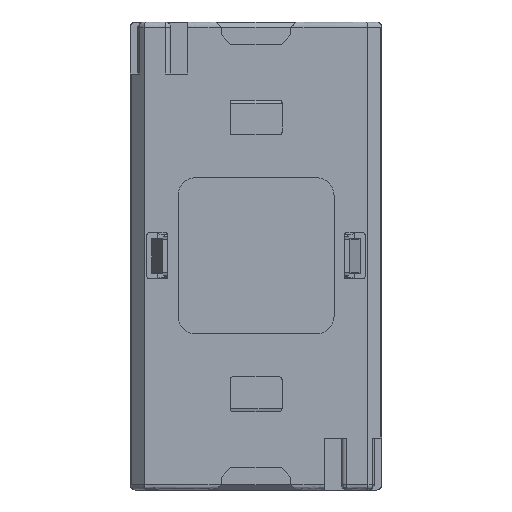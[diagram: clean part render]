
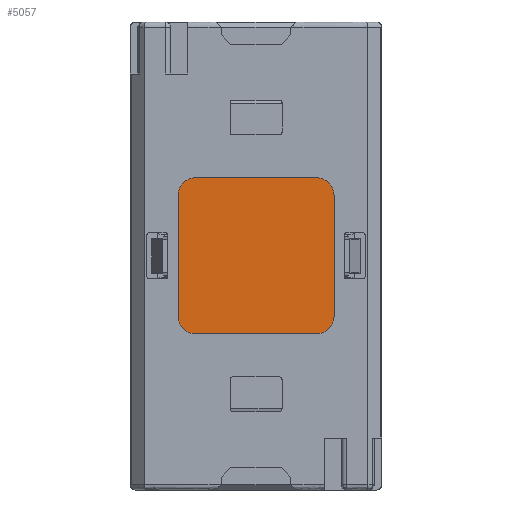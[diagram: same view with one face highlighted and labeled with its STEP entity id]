
A CAD part, front view. The second image highlights one B-rep face of the part: STEP entity #5057.
In plain terms, the highlighted free-form (B-spline) face has degree [1, 1] with [2, 2] control points.
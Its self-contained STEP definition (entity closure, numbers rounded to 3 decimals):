
#1413 = DIRECTION ( 'NONE',  ( -1., 0., 0. ) ) ;
#2318 = AXIS2_PLACEMENT_3D ( 'NONE', #3526, #15099, #23229 ) ;
#3526 = CARTESIAN_POINT ( 'NONE',  ( 3.5, -6.05, -17.988 ) ) ;
#5057 = ADVANCED_FACE ( 'NONE', ( #65409 ), #67575, .T. ) ;
#5916 = ORIENTED_EDGE ( 'NONE', *, *, #37574, .T. ) ;
#8767 = CARTESIAN_POINT ( 'NONE',  ( -3.5, -6.05, -9.988 ) ) ;
#9104 = LINE ( 'NONE', #72049, #47325 ) ;
#10502 = VECTOR ( 'NONE', #29257, 1000. ) ;
#13650 = CARTESIAN_POINT ( 'NONE',  ( 3.5, -6.05, -9.988 ) ) ;
#14210 = CIRCLE ( 'NONE', #45128, 1. ) ;
#14398 = CARTESIAN_POINT ( 'NONE',  ( 4.68, -6.05, -9.808 ) ) ;
#14443 = VERTEX_POINT ( 'NONE', #20449 ) ;
#15099 = DIRECTION ( 'NONE',  ( 0., -1., 0. ) ) ;
#15876 = CARTESIAN_POINT ( 'NONE',  ( 3.5, -6.05, -18.988 ) ) ;
#18230 = AXIS2_PLACEMENT_3D ( 'NONE', #68934, #57780, #35821 ) ;
#19186 = ORIENTED_EDGE ( 'NONE', *, *, #33779, .T. ) ;
#20449 = CARTESIAN_POINT ( 'NONE',  ( -4.5, -6.05, -10.988 ) ) ;
#21883 = CARTESIAN_POINT ( 'NONE',  ( -3.5, -6.05, -18.988 ) ) ;
#22573 = DIRECTION ( 'NONE',  ( 0., -1., 0. ) ) ;
#23229 = DIRECTION ( 'NONE',  ( 0., 0., -1. ) ) ;
#23521 = ORIENTED_EDGE ( 'NONE', *, *, #50985, .F. ) ;
#23701 = ORIENTED_EDGE ( 'NONE', *, *, #26305, .T. ) ;
#24151 = LINE ( 'NONE', #63270, #70646 ) ;
#26305 = EDGE_CURVE ( 'NONE', #45892, #28257, #50383, .T. ) ;
#26683 = EDGE_CURVE ( 'NONE', #40278, #55694, #24151, .T. ) ;
#27013 = EDGE_LOOP ( 'NONE', ( #63726, #66274, #59891, #23701, #43372, #19186, #23521, #5916 ) ) ;
#28257 = VERTEX_POINT ( 'NONE', #13650 ) ;
#28432 = VECTOR ( 'NONE', #33538, 1000. ) ;
#29257 = DIRECTION ( 'NONE',  ( 0., 0., -1. ) ) ;
#30064 = CARTESIAN_POINT ( 'NONE',  ( 4.68, -6.05, -19.168 ) ) ;
#30874 = CARTESIAN_POINT ( 'NONE',  ( -4.5, -6.05, -17.988 ) ) ;
#30894 = CIRCLE ( 'NONE', #2318, 1. ) ;
#33538 = DIRECTION ( 'NONE',  ( 0., 0., 1. ) ) ;
#33779 = EDGE_CURVE ( 'NONE', #50348, #14443, #14210, .T. ) ;
#33981 = DIRECTION ( 'NONE',  ( -1., 0., 0. ) ) ;
#34076 = EDGE_CURVE ( 'NONE', #40278, #63455, #30894, .T. ) ;
#35821 = DIRECTION ( 'NONE',  ( 1., 0., 0. ) ) ;
#37574 = EDGE_CURVE ( 'NONE', #62237, #55694, #43121, .T. ) ;
#38919 = DIRECTION ( 'NONE',  ( 1., 0., 0. ) ) ;
#39121 = CARTESIAN_POINT ( 'NONE',  ( -4.5, -6.05, -17.988 ) ) ;
#39503 = LINE ( 'NONE', #39121, #28432 ) ;
#40278 = VERTEX_POINT ( 'NONE', #15876 ) ;
#41888 = EDGE_CURVE ( 'NONE', #50348, #28257, #9104, .T. ) ;
#43121 = CIRCLE ( 'NONE', #52627, 1. ) ;
#43372 = ORIENTED_EDGE ( 'NONE', *, *, #41888, .F. ) ;
#43409 = EDGE_CURVE ( 'NONE', #45892, #63455, #62773, .T. ) ;
#45128 = AXIS2_PLACEMENT_3D ( 'NONE', #73609, #22573, #45347 ) ;
#45347 = DIRECTION ( 'NONE',  ( 0., 0., 1. ) ) ;
#45892 = VERTEX_POINT ( 'NONE', #62009 ) ;
#47325 = VECTOR ( 'NONE', #38919, 1000. ) ;
#50348 = VERTEX_POINT ( 'NONE', #8767 ) ;
#50383 = CIRCLE ( 'NONE', #18230, 1. ) ;
#50985 = EDGE_CURVE ( 'NONE', #62237, #14443, #39503, .T. ) ;
#52627 = AXIS2_PLACEMENT_3D ( 'NONE', #61896, #61535, #33981 ) ;
#55694 = VERTEX_POINT ( 'NONE', #21883 ) ;
#57780 = DIRECTION ( 'NONE',  ( 0., -1., 0. ) ) ;
#59846 = CARTESIAN_POINT ( 'NONE',  ( -4.68, -6.05, -9.808 ) ) ;
#59891 = ORIENTED_EDGE ( 'NONE', *, *, #43409, .F. ) ;
#61535 = DIRECTION ( 'NONE',  ( 0., -1., 0. ) ) ;
#61896 = CARTESIAN_POINT ( 'NONE',  ( -3.5, -6.05, -17.988 ) ) ;
#62009 = CARTESIAN_POINT ( 'NONE',  ( 4.5, -6.05, -10.988 ) ) ;
#62237 = VERTEX_POINT ( 'NONE', #30874 ) ;
#62773 = LINE ( 'NONE', #68031, #10502 ) ;
#63270 = CARTESIAN_POINT ( 'NONE',  ( 3.5, -6.05, -18.988 ) ) ;
#63455 = VERTEX_POINT ( 'NONE', #72964 ) ;
#63726 = ORIENTED_EDGE ( 'NONE', *, *, #26683, .F. ) ;
#65409 = FACE_OUTER_BOUND ( 'NONE', #27013, .T. ) ;
#66274 = ORIENTED_EDGE ( 'NONE', *, *, #34076, .T. ) ;
#67575 = B_SPLINE_SURFACE_WITH_KNOTS ( 'NONE', 1, 1, ( 
 ( #14398, #30064 ),
 ( #59846, #69883 ) ),
 .UNSPECIFIED., .F., .F., .F.,
 ( 2, 2 ),
 ( 2, 2 ),
 ( -4.68, 4.68 ),
 ( 8.807, 18.168 ),
 .UNSPECIFIED. ) ;
#68031 = CARTESIAN_POINT ( 'NONE',  ( 4.5, -6.05, -10.988 ) ) ;
#68934 = CARTESIAN_POINT ( 'NONE',  ( 3.5, -6.05, -10.988 ) ) ;
#69883 = CARTESIAN_POINT ( 'NONE',  ( -4.68, -6.05, -19.168 ) ) ;
#70646 = VECTOR ( 'NONE', #1413, 1000. ) ;
#72049 = CARTESIAN_POINT ( 'NONE',  ( -3.5, -6.05, -9.988 ) ) ;
#72964 = CARTESIAN_POINT ( 'NONE',  ( 4.5, -6.05, -17.988 ) ) ;
#73609 = CARTESIAN_POINT ( 'NONE',  ( -3.5, -6.05, -10.988 ) ) ;
